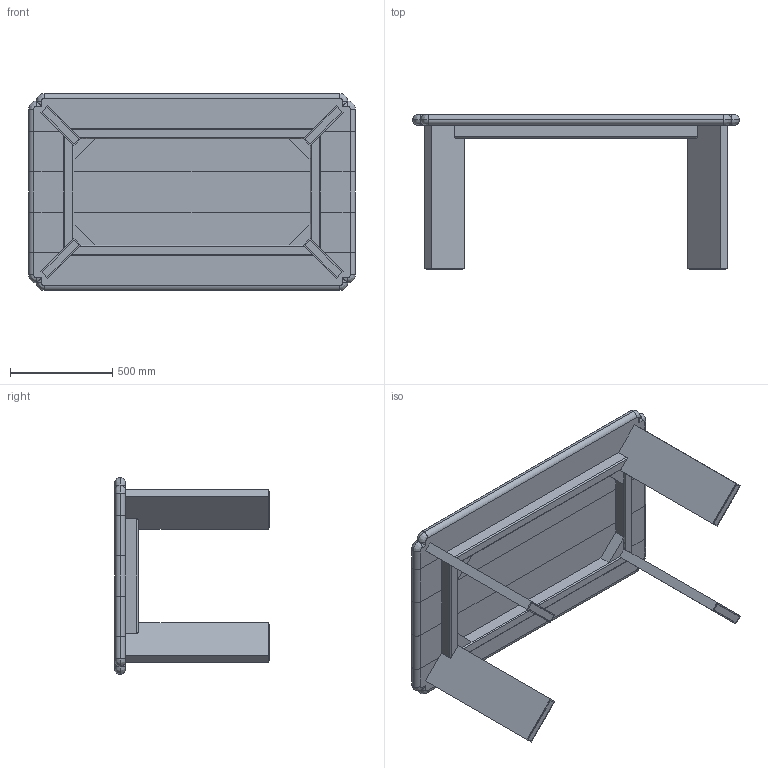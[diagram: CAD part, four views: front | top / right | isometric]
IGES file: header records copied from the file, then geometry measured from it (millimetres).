
Start section: SolidWorks IGES file using analytic representation for surfaces
Global section: file name: JMS 63x38 Monroe Dining Table.IGS; native system: SolidWorks 2022; preprocessor: SolidWorks 2022; author: Michael Benkarski; date: 231026.142101; units: inch
Bounding box: 1600.2 x 755.65 x 965.2 mm (x, y, z)
Surface area: 5111827.5 mm2 (no closed solid volume)
Topology: 0 solids, 0 shells, 156 faces, 1516 edges, 1516 vertices
Faces by surface type: bspline 92, revolution 64
